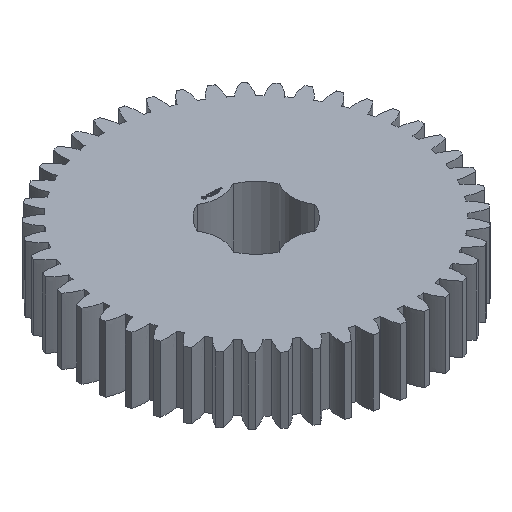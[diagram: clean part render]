
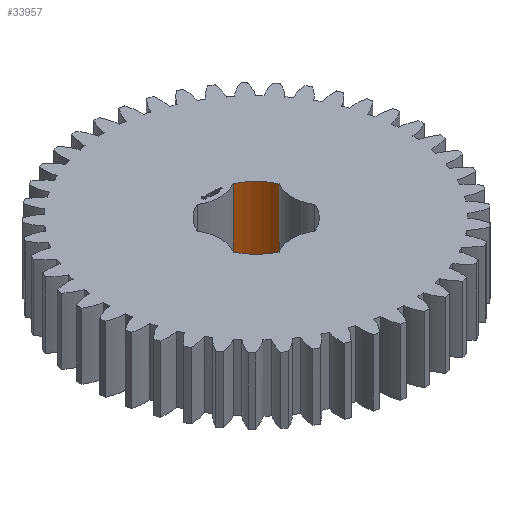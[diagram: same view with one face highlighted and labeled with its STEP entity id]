
A CAD part, isometric view. The second image highlights one B-rep face of the part: STEP entity #33957.
In plain terms, the highlighted cylindrical face has radius 6.35 mm (diameter 12.7 mm), a partial arc.
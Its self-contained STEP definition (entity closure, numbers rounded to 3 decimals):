
#93 = PLANE('',#94);
#94 = AXIS2_PLACEMENT_3D('',#95,#96,#97);
#95 = CARTESIAN_POINT('',(0.,0.,9.375)
  );
#96 = DIRECTION('',(0.,0.,1.));
#97 = DIRECTION('',(1.,0.,0.));
#168 = PLANE('',#169);
#169 = AXIS2_PLACEMENT_3D('',#170,#171,#172);
#170 = CARTESIAN_POINT('',(0.,0.,0.));
#171 = DIRECTION('',(0.,0.,1.));
#172 = DIRECTION('',(1.,0.,0.));
#10572 = VERTEX_POINT('',#10573);
#10573 = CARTESIAN_POINT('',(2.55,5.816,0.));
#10588 = CYLINDRICAL_SURFACE('',#10589,4.9);
#10589 = AXIS2_PLACEMENT_3D('',#10590,#10591,#10592);
#10590 = CARTESIAN_POINT('',(0.,10.,0.));
#10591 = DIRECTION('',(0.,-0.,-1.));
#10592 = DIRECTION('',(0.707,0.707,0.));
#10600 = EDGE_CURVE('',#10601,#10572,#10603,.T.);
#10601 = VERTEX_POINT('',#10602);
#10602 = CARTESIAN_POINT('',(5.816,2.55,0.));
#10603 = SURFACE_CURVE('',#10604,(#10609,#10616),.PCURVE_S1.);
#10604 = CIRCLE('',#10605,6.35);
#10605 = AXIS2_PLACEMENT_3D('',#10606,#10607,#10608);
#10606 = CARTESIAN_POINT('',(0.,0.,0.));
#10607 = DIRECTION('',(0.,-0.,1.));
#10608 = DIRECTION('',(0.707,0.707,0.));
#10609 = PCURVE('',#168,#10610);
#10610 = DEFINITIONAL_REPRESENTATION('',(#10611),#10615);
#10611 = CIRCLE('',#10612,6.35);
#10612 = AXIS2_PLACEMENT_2D('',#10613,#10614);
#10613 = CARTESIAN_POINT('',(0.,0.));
#10614 = DIRECTION('',(0.707,0.707));
#10615 = ( GEOMETRIC_REPRESENTATION_CONTEXT(2) 
PARAMETRIC_REPRESENTATION_CONTEXT() REPRESENTATION_CONTEXT('2D SPACE',''
  ) );
#10616 = PCURVE('',#10617,#10622);
#10617 = CYLINDRICAL_SURFACE('',#10618,6.35);
#10618 = AXIS2_PLACEMENT_3D('',#10619,#10620,#10621);
#10619 = CARTESIAN_POINT('',(0.,0.,0.));
#10620 = DIRECTION('',(0.,-0.,-1.));
#10621 = DIRECTION('',(0.707,0.707,0.));
#10622 = DEFINITIONAL_REPRESENTATION('',(#10623),#10627);
#10623 = LINE('',#10624,#10625);
#10624 = CARTESIAN_POINT('',(-0.,0.));
#10625 = VECTOR('',#10626,1.);
#10626 = DIRECTION('',(-1.,0.));
#10627 = ( GEOMETRIC_REPRESENTATION_CONTEXT(2) 
PARAMETRIC_REPRESENTATION_CONTEXT() REPRESENTATION_CONTEXT('2D SPACE',''
  ) );
#10646 = CYLINDRICAL_SURFACE('',#10647,4.9);
#10647 = AXIS2_PLACEMENT_3D('',#10648,#10649,#10650);
#10648 = CARTESIAN_POINT('',(10.,0.,0.));
#10649 = DIRECTION('',(0.,-0.,-1.));
#10650 = DIRECTION('',(0.707,0.707,0.));
#18044 = VERTEX_POINT('',#18045);
#18045 = CARTESIAN_POINT('',(2.55,5.816,9.375));
#18067 = EDGE_CURVE('',#18068,#18044,#18070,.T.);
#18068 = VERTEX_POINT('',#18069);
#18069 = CARTESIAN_POINT('',(5.816,2.55,9.375));
#18070 = SURFACE_CURVE('',#18071,(#18076,#18083),.PCURVE_S1.);
#18071 = CIRCLE('',#18072,6.35);
#18072 = AXIS2_PLACEMENT_3D('',#18073,#18074,#18075);
#18073 = CARTESIAN_POINT('',(0.,0.,9.375
    ));
#18074 = DIRECTION('',(0.,-0.,1.));
#18075 = DIRECTION('',(0.707,0.707,0.));
#18076 = PCURVE('',#93,#18077);
#18077 = DEFINITIONAL_REPRESENTATION('',(#18078),#18082);
#18078 = CIRCLE('',#18079,6.35);
#18079 = AXIS2_PLACEMENT_2D('',#18080,#18081);
#18080 = CARTESIAN_POINT('',(0.,0.));
#18081 = DIRECTION('',(0.707,0.707));
#18082 = ( GEOMETRIC_REPRESENTATION_CONTEXT(2) 
PARAMETRIC_REPRESENTATION_CONTEXT() REPRESENTATION_CONTEXT('2D SPACE',''
  ) );
#18083 = PCURVE('',#10617,#18084);
#18084 = DEFINITIONAL_REPRESENTATION('',(#18085),#18089);
#18085 = LINE('',#18086,#18087);
#18086 = CARTESIAN_POINT('',(-0.,-9.375));
#18087 = VECTOR('',#18088,1.);
#18088 = DIRECTION('',(-1.,0.));
#18089 = ( GEOMETRIC_REPRESENTATION_CONTEXT(2) 
PARAMETRIC_REPRESENTATION_CONTEXT() REPRESENTATION_CONTEXT('2D SPACE',''
  ) );
#33934 = EDGE_CURVE('',#10601,#18068,#33935,.T.);
#33935 = SURFACE_CURVE('',#33936,(#33940,#33947),.PCURVE_S1.);
#33936 = LINE('',#33937,#33938);
#33937 = CARTESIAN_POINT('',(5.816,2.55,0.));
#33938 = VECTOR('',#33939,1.);
#33939 = DIRECTION('',(0.,0.,1.));
#33940 = PCURVE('',#10646,#33941);
#33941 = DEFINITIONAL_REPRESENTATION('',(#33942),#33946);
#33942 = LINE('',#33943,#33944);
#33943 = CARTESIAN_POINT('',(-1.809,0.));
#33944 = VECTOR('',#33945,1.);
#33945 = DIRECTION('',(-0.,-1.));
#33946 = ( GEOMETRIC_REPRESENTATION_CONTEXT(2) 
PARAMETRIC_REPRESENTATION_CONTEXT() REPRESENTATION_CONTEXT('2D SPACE',''
  ) );
#33947 = PCURVE('',#10617,#33948);
#33948 = DEFINITIONAL_REPRESENTATION('',(#33949),#33953);
#33949 = LINE('',#33950,#33951);
#33950 = CARTESIAN_POINT('',(-5.911,0.));
#33951 = VECTOR('',#33952,1.);
#33952 = DIRECTION('',(-0.,-1.));
#33953 = ( GEOMETRIC_REPRESENTATION_CONTEXT(2) 
PARAMETRIC_REPRESENTATION_CONTEXT() REPRESENTATION_CONTEXT('2D SPACE',''
  ) );
#33957 = ADVANCED_FACE('',(#33958),#10617,.F.);
#33958 = FACE_BOUND('',#33959,.T.);
#33959 = EDGE_LOOP('',(#33960,#33961,#33962,#33983));
#33960 = ORIENTED_EDGE('',*,*,#33934,.T.);
#33961 = ORIENTED_EDGE('',*,*,#18067,.T.);
#33962 = ORIENTED_EDGE('',*,*,#33963,.F.);
#33963 = EDGE_CURVE('',#10572,#18044,#33964,.T.);
#33964 = SURFACE_CURVE('',#33965,(#33969,#33976),.PCURVE_S1.);
#33965 = LINE('',#33966,#33967);
#33966 = CARTESIAN_POINT('',(2.55,5.816,0.));
#33967 = VECTOR('',#33968,1.);
#33968 = DIRECTION('',(0.,0.,1.));
#33969 = PCURVE('',#10617,#33970);
#33970 = DEFINITIONAL_REPRESENTATION('',(#33971),#33975);
#33971 = LINE('',#33972,#33973);
#33972 = CARTESIAN_POINT('',(-6.655,0.));
#33973 = VECTOR('',#33974,1.);
#33974 = DIRECTION('',(-0.,-1.));
#33975 = ( GEOMETRIC_REPRESENTATION_CONTEXT(2) 
PARAMETRIC_REPRESENTATION_CONTEXT() REPRESENTATION_CONTEXT('2D SPACE',''
  ) );
#33976 = PCURVE('',#10588,#33977);
#33977 = DEFINITIONAL_REPRESENTATION('',(#33978),#33982);
#33978 = LINE('',#33979,#33980);
#33979 = CARTESIAN_POINT('',(-4.474,0.));
#33980 = VECTOR('',#33981,1.);
#33981 = DIRECTION('',(-0.,-1.));
#33982 = ( GEOMETRIC_REPRESENTATION_CONTEXT(2) 
PARAMETRIC_REPRESENTATION_CONTEXT() REPRESENTATION_CONTEXT('2D SPACE',''
  ) );
#33983 = ORIENTED_EDGE('',*,*,#10600,.F.);
